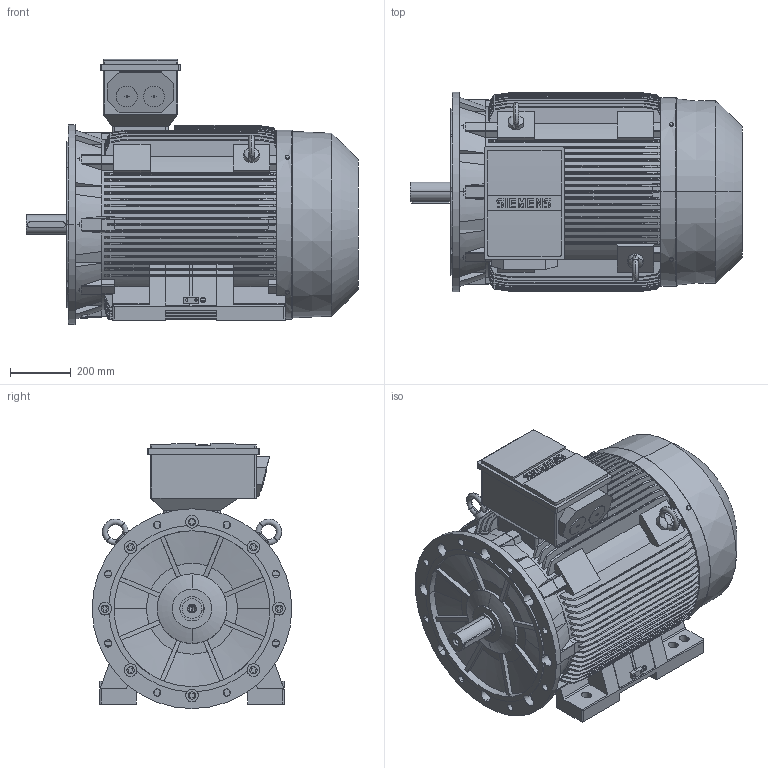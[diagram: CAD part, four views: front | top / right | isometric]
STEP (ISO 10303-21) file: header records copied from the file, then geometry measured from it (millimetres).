
FILE_DESCRIPTION(('STEP AP214'),'1');
FILE_NAME('cctmp_A45B70B2-5B4B-4A84-BB6E-0894BD2550CA_2023_06_26_11_22_02_0143..stp','2023-06-26T09:22:03',('SIEMENS A&D'),('CADClick - www.CADClick.com'),'Spatial InterOp 3D',' ','unknown authorization');
FILE_SCHEMA(('AUTOMOTIVE_DESIGN'));
Length unit declared in the file: millimetre
Products named in the file (1): 1
Bounding box: 1097 x 660 x 876 mm (x, y, z)
Volume: 289985143 mm3; surface area: 6547335 mm2
Topology: 9 solids, 9 shells, 1600 faces, 4455 edges, 2917 vertices
Faces by surface type: plane 844, cylinder 416, torus 284, cone 56
Entity records: 75474 total; most frequent: CARTESIAN_POINT 22366, ORIENTED_EDGE 8898, DIRECTION 7845, EDGE_CURVE 4449, VERTEX_POINT 2917, AXIS2_PLACEMENT_3D 2727, LINE 2391, VECTOR 2391
